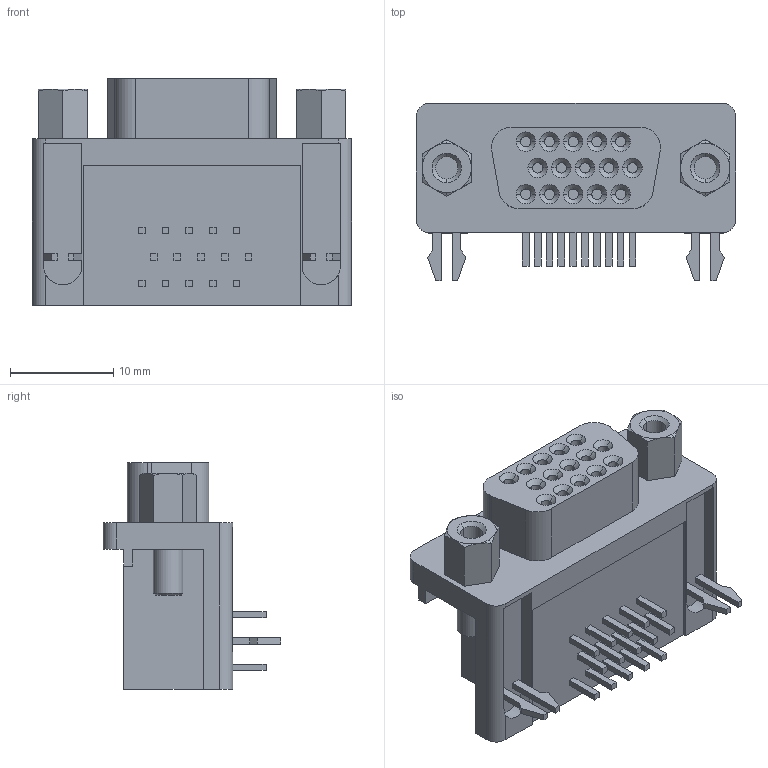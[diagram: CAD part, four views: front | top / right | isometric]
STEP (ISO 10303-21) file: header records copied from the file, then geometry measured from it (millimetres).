
FILE_DESCRIPTION(('STEP AP214'),'1');
FILE_NAME('connector_a-hdf_15_a-kg_t.stp','2017-09-01T01:48:52',('TraceParts'),('TraceParts S.A.'),'Spatial InterOp 3D',' ',' ');
FILE_SCHEMA(('automotive_design'));
Length unit declared in the file: millimetre
Products named in the file (1): connector_a-hdf_15_a-kg_t
Bounding box: 30.84 x 17.18 x 21.9 mm (x, y, z)
Volume: 4855.7 mm3; surface area: 3246.6 mm2
Topology: 1 solids, 1 shells, 275 faces, 642 edges, 410 vertices
Faces by surface type: plane 171, cone 54, cylinder 50
Entity records: 10014 total; most frequent: CARTESIAN_POINT 1442, DIRECTION 1324, ORIENTED_EDGE 1284, EDGE_CURVE 642, LINE 460, VECTOR 460, AXIS2_PLACEMENT_3D 432, VERTEX_POINT 410
